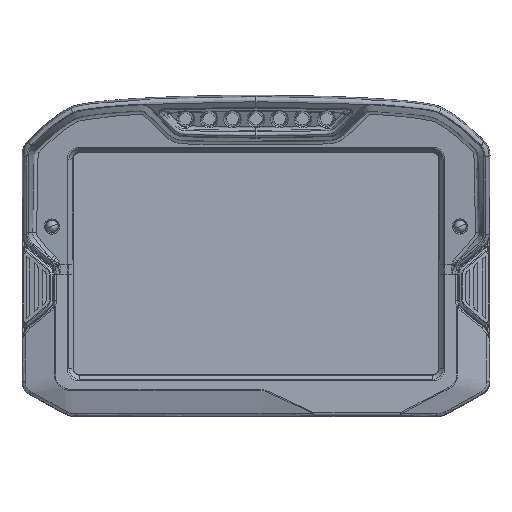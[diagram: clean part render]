
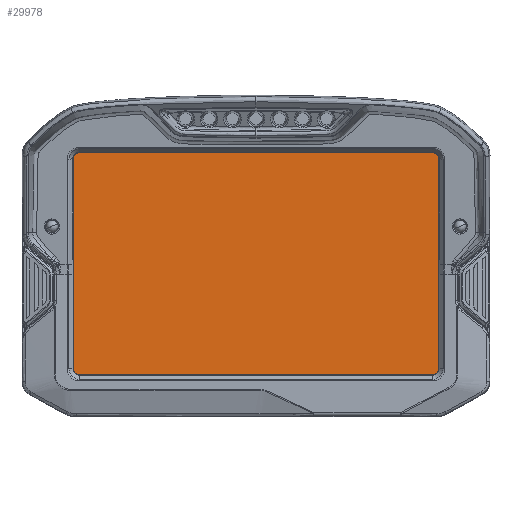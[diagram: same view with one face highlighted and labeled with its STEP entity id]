
A CAD part, top view. The second image highlights one B-rep face of the part: STEP entity #29978.
In plain terms, the highlighted planar face has unit normal (0, 0, 1).
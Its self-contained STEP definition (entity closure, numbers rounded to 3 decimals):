
#4405 = EDGE_CURVE ( 'NONE', #87650, #87564, #92831, .T. ) ;
#4406 = EDGE_CURVE ( 'NONE', #87702, #87650, #92830, .T. ) ;
#4407 = EDGE_CURVE ( 'NONE', #87564, #87777, #92833, .T. ) ;
#4408 = EDGE_CURVE ( 'NONE', #87843, #87433, #92842, .T. ) ;
#4409 = EDGE_CURVE ( 'NONE', #87324, #87702, #92846, .T. ) ;
#4410 = EDGE_CURVE ( 'NONE', #87433, #87324, #92824, .T. ) ;
#4411 = EDGE_CURVE ( 'NONE', #87777, #87503, #92851, .T. ) ;
#4412 = EDGE_CURVE ( 'NONE', #87503, #87843, #92837, .T. ) ;
#7849 = ORIENTED_EDGE ( 'NONE', *, *, #4407, .T. ) ;
#7882 = ORIENTED_EDGE ( 'NONE', *, *, #4405, .T. ) ;
#7949 = ORIENTED_EDGE ( 'NONE', *, *, #4406, .T. ) ;
#7962 = ORIENTED_EDGE ( 'NONE', *, *, #4409, .T. ) ;
#7963 = ORIENTED_EDGE ( 'NONE', *, *, #4408, .T. ) ;
#8013 = ORIENTED_EDGE ( 'NONE', *, *, #4410, .T. ) ;
#8124 = ORIENTED_EDGE ( 'NONE', *, *, #4412, .T. ) ;
#8134 = ORIENTED_EDGE ( 'NONE', *, *, #4411, .T. ) ;
#10139 = EDGE_LOOP ( 'NONE', ( #7963, #8013, #7962, #7949, #7882, #7849, #8134, #8124 ) ) ;
#12809 = CARTESIAN_POINT ( 'NONE',  ( 80.9, 51.7, 11.535 ) ) ;
#12818 = PLANE ( 'NONE',  #69985 ) ;
#12830 = DIRECTION ( 'NONE',  ( 0., 0., -1. ) ) ;
#12831 = DIRECTION ( 'NONE',  ( -1., 0., 0. ) ) ;
#14220 = FACE_OUTER_BOUND ( 'NONE', #10139, .T. ) ;
#24242 = AXIS2_PLACEMENT_3D ( 'NONE', #72168, #72163, #72162 ) ;
#24249 = AXIS2_PLACEMENT_3D ( 'NONE', #72194, #72171, #72169 ) ;
#24250 = AXIS2_PLACEMENT_3D ( 'NONE', #72172, #72161, #72160 ) ;
#24252 = AXIS2_PLACEMENT_3D ( 'NONE', #72164, #72155, #72154 ) ;
#29978 = ADVANCED_FACE ( 'NONE', ( #14220 ), #12818, .F. ) ;
#35946 = CARTESIAN_POINT ( 'NONE',  ( 82.9, -53.7, 11.535 ) ) ;
#36007 = CARTESIAN_POINT ( 'NONE',  ( -80.9, -55.7, 11.535 ) ) ;
#36093 = CARTESIAN_POINT ( 'NONE',  ( -82.9, -53.7, 11.535 ) ) ;
#36145 = CARTESIAN_POINT ( 'NONE',  ( -82.9, 51.7, 11.535 ) ) ;
#36220 = CARTESIAN_POINT ( 'NONE',  ( 80.9, -55.7, 11.535 ) ) ;
#36286 = CARTESIAN_POINT ( 'NONE',  ( 82.9, 51.7, 11.535 ) ) ;
#69985 = AXIS2_PLACEMENT_3D ( 'NONE', #12809, #12830, #12831 ) ;
#72152 = DIRECTION ( 'NONE',  ( 0., 1., 0. ) ) ;
#72153 = CARTESIAN_POINT ( 'NONE',  ( 82.9, 51.7, 11.535 ) ) ;
#72154 = DIRECTION ( 'NONE',  ( 1., 0., 0. ) ) ;
#72155 = DIRECTION ( 'NONE',  ( 0., 0., 1. ) ) ;
#72158 = DIRECTION ( 'NONE',  ( -1., 0., 0. ) ) ;
#72159 = CARTESIAN_POINT ( 'NONE',  ( -80.9, 53.7, 11.535 ) ) ;
#72160 = DIRECTION ( 'NONE',  ( -1., 0., 0. ) ) ;
#72161 = DIRECTION ( 'NONE',  ( 0., 0., 1. ) ) ;
#72162 = DIRECTION ( 'NONE',  ( -1., 0., 0. ) ) ;
#72163 = DIRECTION ( 'NONE',  ( 0., 0., 1. ) ) ;
#72164 = CARTESIAN_POINT ( 'NONE',  ( 80.9, -53.7, 11.535 ) ) ;
#72165 = DIRECTION ( 'NONE',  ( 1., 0., 0. ) ) ;
#72166 = CARTESIAN_POINT ( 'NONE',  ( -80.9, -55.7, 11.535 ) ) ;
#72167 = DIRECTION ( 'NONE',  ( 0., -1., 0. ) ) ;
#72168 = CARTESIAN_POINT ( 'NONE',  ( 80.9, 51.7, 11.535 ) ) ;
#72169 = DIRECTION ( 'NONE',  ( -1., 0., 0. ) ) ;
#72171 = DIRECTION ( 'NONE',  ( 0., 0., 1. ) ) ;
#72172 = CARTESIAN_POINT ( 'NONE',  ( -80.9, 51.7, 11.535 ) ) ;
#72185 = CARTESIAN_POINT ( 'NONE',  ( -82.9, 51.7, 11.535 ) ) ;
#72194 = CARTESIAN_POINT ( 'NONE',  ( -80.9, -53.7, 11.535 ) ) ;
#82235 = CARTESIAN_POINT ( 'NONE',  ( -80.9, 53.7, 11.535 ) ) ;
#82374 = CARTESIAN_POINT ( 'NONE',  ( 80.9, 53.7, 11.535 ) ) ;
#87324 = VERTEX_POINT ( 'NONE', #82235 ) ;
#87433 = VERTEX_POINT ( 'NONE', #82374 ) ;
#87503 = VERTEX_POINT ( 'NONE', #35946 ) ;
#87564 = VERTEX_POINT ( 'NONE', #36007 ) ;
#87650 = VERTEX_POINT ( 'NONE', #36093 ) ;
#87702 = VERTEX_POINT ( 'NONE', #36145 ) ;
#87777 = VERTEX_POINT ( 'NONE', #36220 ) ;
#87843 = VERTEX_POINT ( 'NONE', #36286 ) ;
#92797 = VECTOR ( 'NONE', #72167, 1000. ) ;
#92824 = LINE ( 'NONE', #72159, #92840 ) ;
#92830 = LINE ( 'NONE', #72185, #92797 ) ;
#92831 = CIRCLE ( 'NONE', #24249, 2. ) ;
#92833 = LINE ( 'NONE', #72166, #92835 ) ;
#92835 = VECTOR ( 'NONE', #72165, 1000. ) ;
#92837 = LINE ( 'NONE', #72153, #92844 ) ;
#92840 = VECTOR ( 'NONE', #72158, 1000. ) ;
#92842 = CIRCLE ( 'NONE', #24242, 2. ) ;
#92844 = VECTOR ( 'NONE', #72152, 1000. ) ;
#92846 = CIRCLE ( 'NONE', #24250, 2. ) ;
#92851 = CIRCLE ( 'NONE', #24252, 2. ) ;
